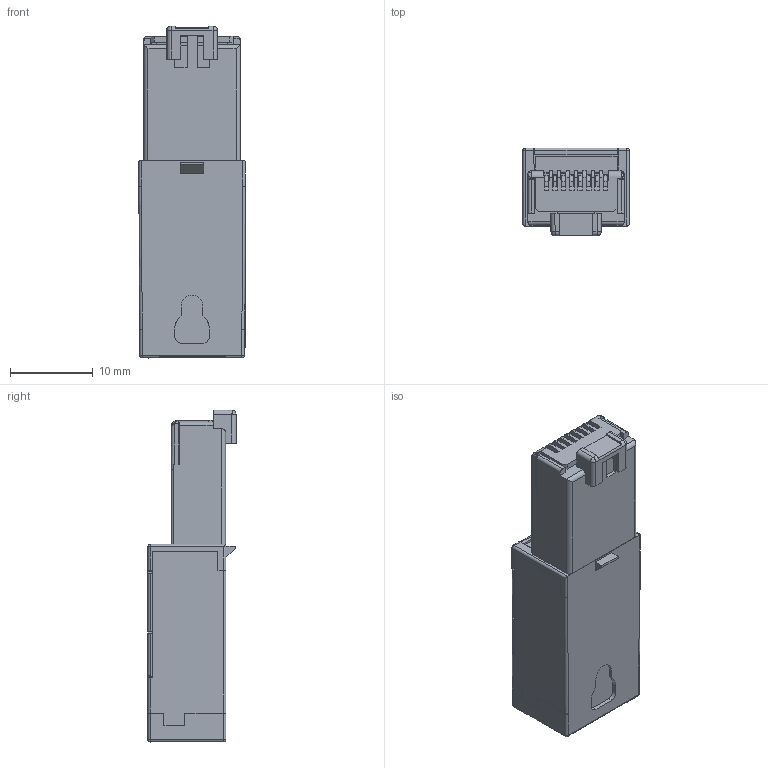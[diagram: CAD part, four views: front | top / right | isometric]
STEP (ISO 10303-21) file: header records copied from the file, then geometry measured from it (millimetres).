
FILE_DESCRIPTION (( 'STEP AP214' ), '1' );
FILE_NAME ('j80026A0004H50.STEP', '2012-10-09T13:10:05', ( 'ew_administrator' ), ( '' ), 'SwSTEP 2.0', 'SolidWorks 2012', '' );
FILE_SCHEMA (( 'AUTOMOTIVE_DESIGN' ));
Length unit declared in the file: millimetre
Products named in the file (1): j80026A0004H50
Bounding box: 12.92 x 10.67 x 40.22 mm (x, y, z)
Volume: 3949.5 mm3; surface area: 2603.2 mm2
Topology: 1 solids, 9 shells, 829 faces, 2358 edges, 1533 vertices
Faces by surface type: plane 629, cylinder 157, bspline 42, torus 1
Entity records: 36009 total; most frequent: CARTESIAN_POINT 6437, ORIENTED_EDGE 4698, DIRECTION 3993, EDGE_CURVE 2349, LINE 1929, VECTOR 1929, VERTEX_POINT 1533, AXIS2_PLACEMENT_3D 1032
